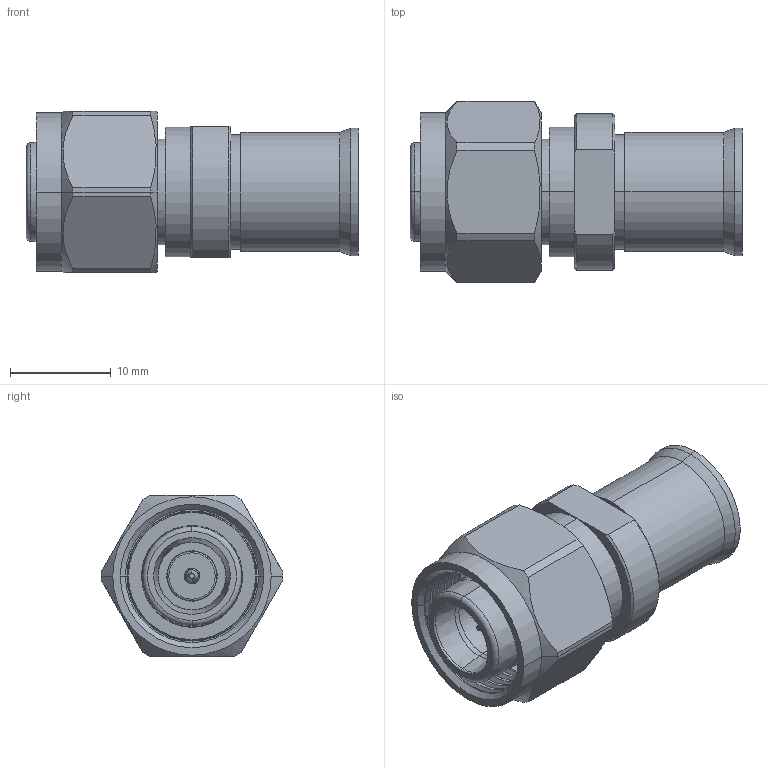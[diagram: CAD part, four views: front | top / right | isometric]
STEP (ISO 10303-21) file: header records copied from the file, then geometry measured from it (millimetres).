
FILE_DESCRIPTION (( 'STEP AP203' ), '1' );
FILE_NAME ('3190-6705.STEP', '2020-02-27T01:30:18', ( '' ), ( '' ), 'SwSTEP 2.0', 'SolidWorks 2018', '' );
FILE_SCHEMA (( 'CONFIG_CONTROL_DESIGN' ));
Length unit declared in the file: inch
Products named in the file (1): 3190-6705
Bounding box: 32.9 x 18 x 16 mm (x, y, z)
Volume: 3826.2 mm3; surface area: 3286.8 mm2
Topology: 1 solids, 1 shells, 164 faces, 363 edges, 218 vertices
Faces by surface type: cylinder 68, cone 50, plane 32, torus 14
Entity records: 5009 total; most frequent: CARTESIAN_POINT 1204, DIRECTION 864, ORIENTED_EDGE 726, AXIS2_PLACEMENT_3D 366, EDGE_CURVE 363, VERTEX_POINT 218, CIRCLE 201, EDGE_LOOP 181
